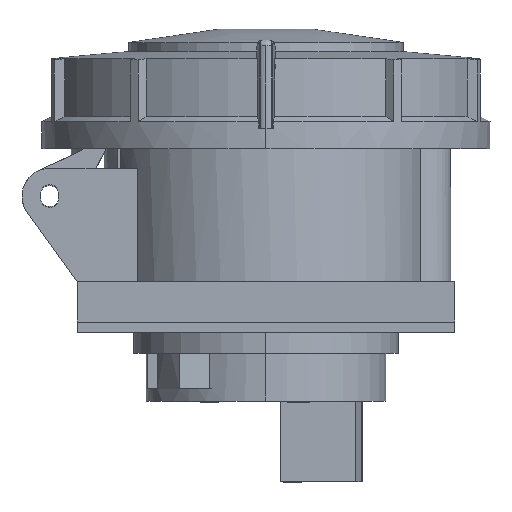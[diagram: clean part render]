
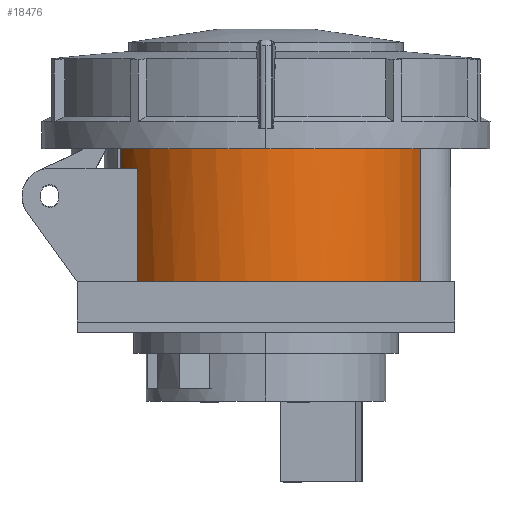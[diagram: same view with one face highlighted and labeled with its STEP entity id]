
A CAD part, left-side view. The second image highlights one B-rep face of the part: STEP entity #18476.
In plain terms, the highlighted cylindrical face has radius 31.5 mm (diameter 63 mm), a partial arc.
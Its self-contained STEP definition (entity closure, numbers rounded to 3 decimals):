
#190 = AXIS2_PLACEMENT_3D ( 'NONE', #18093, #14173, #12318 ) ;
#517 = ORIENTED_EDGE ( 'NONE', *, *, #20006, .F. ) ;
#670 = CARTESIAN_POINT ( 'NONE',  ( -12.8, 28.782, 11.85 ) ) ;
#1051 = EDGE_CURVE ( 'NONE', #7479, #19679, #1449, .T. ) ;
#1403 = EDGE_CURVE ( 'NONE', #21693, #4695, #6105, .T. ) ;
#1449 = LINE ( 'NONE', #13186, #13601 ) ;
#1771 = DIRECTION ( 'NONE',  ( 0., 0., -1. ) ) ;
#2278 = LINE ( 'NONE', #3910, #15021 ) ;
#3125 = DIRECTION ( 'NONE',  ( 0., 0., 1. ) ) ;
#3910 = CARTESIAN_POINT ( 'NONE',  ( -7.267, -30.65, 7.1 ) ) ;
#4091 = DIRECTION ( 'NONE',  ( 1., 0., 0. ) ) ;
#4533 = CARTESIAN_POINT ( 'NONE',  ( -18.5, 25.495, 24.85 ) ) ;
#4695 = VERTEX_POINT ( 'NONE', #23135 ) ;
#5939 = VECTOR ( 'NONE', #10497, 1000. ) ;
#6105 = CIRCLE ( 'NONE', #190, 31.5 ) ;
#6675 = VERTEX_POINT ( 'NONE', #20944 ) ;
#7479 = VERTEX_POINT ( 'NONE', #670 ) ;
#9073 = CIRCLE ( 'NONE', #21281, 31.5 ) ;
#9848 = CARTESIAN_POINT ( 'NONE',  ( -7.267, -30.65, 15.85 ) ) ;
#9913 = ORIENTED_EDGE ( 'NONE', *, *, #1403, .T. ) ;
#10412 = CARTESIAN_POINT ( 'NONE',  ( -12.8, 28.782, 15.85 ) ) ;
#10497 = DIRECTION ( 'NONE',  ( 0., 0., 1. ) ) ;
#10692 = DIRECTION ( 'NONE',  ( -1., 0., 0. ) ) ;
#12318 = DIRECTION ( 'NONE',  ( -1., 0., 0. ) ) ;
#12398 = VERTEX_POINT ( 'NONE', #9848 ) ;
#12464 = CARTESIAN_POINT ( 'NONE',  ( -18.5, 25.495, -10.65 ) ) ;
#12543 = CARTESIAN_POINT ( 'NONE',  ( 0., 0., 15.85 ) ) ;
#12710 = DIRECTION ( 'NONE',  ( -1., 0., 0. ) ) ;
#13186 = CARTESIAN_POINT ( 'NONE',  ( -12.8, 28.782, -36.464 ) ) ;
#13205 = DIRECTION ( 'NONE',  ( 0., 0., 1. ) ) ;
#13419 = CIRCLE ( 'NONE', #13809, 31.5 ) ;
#13601 = VECTOR ( 'NONE', #18985, 1000. ) ;
#13756 = CARTESIAN_POINT ( 'NONE',  ( 0., 0., 24.85 ) ) ;
#13809 = AXIS2_PLACEMENT_3D ( 'NONE', #12543, #3125, #10692 ) ;
#13823 = AXIS2_PLACEMENT_3D ( 'NONE', #13756, #21287, #4091 ) ;
#14173 = DIRECTION ( 'NONE',  ( 0., 0., 1. ) ) ;
#15021 = VECTOR ( 'NONE', #13205, 1000. ) ;
#15257 = EDGE_CURVE ( 'NONE', #6675, #7479, #9073, .T. ) ;
#15361 = CYLINDRICAL_SURFACE ( 'NONE', #13823, 31.5 ) ;
#17192 = FACE_OUTER_BOUND ( 'NONE', #21659, .T. ) ;
#17891 = ORIENTED_EDGE ( 'NONE', *, *, #19161, .T. ) ;
#18093 = CARTESIAN_POINT ( 'NONE',  ( 0., 0., -10.65 ) ) ;
#18254 = EDGE_CURVE ( 'NONE', #19679, #12398, #13419, .T. ) ;
#18476 = ADVANCED_FACE ( 'NONE', ( #17192 ), #15361, .T. ) ;
#18614 = CARTESIAN_POINT ( 'NONE',  ( 0., 0., 11.85 ) ) ;
#18985 = DIRECTION ( 'NONE',  ( 0., 0., 1. ) ) ;
#19161 = EDGE_CURVE ( 'NONE', #4695, #12398, #2278, .T. ) ;
#19208 = ORIENTED_EDGE ( 'NONE', *, *, #1051, .F. ) ;
#19630 = LINE ( 'NONE', #4533, #5939 ) ;
#19679 = VERTEX_POINT ( 'NONE', #10412 ) ;
#20006 = EDGE_CURVE ( 'NONE', #21693, #6675, #19630, .T. ) ;
#20121 = ORIENTED_EDGE ( 'NONE', *, *, #15257, .F. ) ;
#20944 = CARTESIAN_POINT ( 'NONE',  ( -18.5, 25.495, 11.85 ) ) ;
#21281 = AXIS2_PLACEMENT_3D ( 'NONE', #18614, #1771, #12710 ) ;
#21287 = DIRECTION ( 'NONE',  ( 0., 0., -1. ) ) ;
#21659 = EDGE_LOOP ( 'NONE', ( #517, #9913, #17891, #22800, #19208, #20121 ) ) ;
#21693 = VERTEX_POINT ( 'NONE', #12464 ) ;
#22800 = ORIENTED_EDGE ( 'NONE', *, *, #18254, .F. ) ;
#23135 = CARTESIAN_POINT ( 'NONE',  ( -7.267, -30.65, -10.65 ) ) ;
